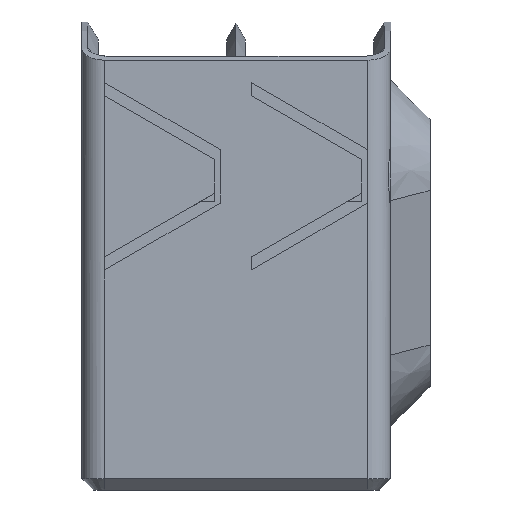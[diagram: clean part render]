
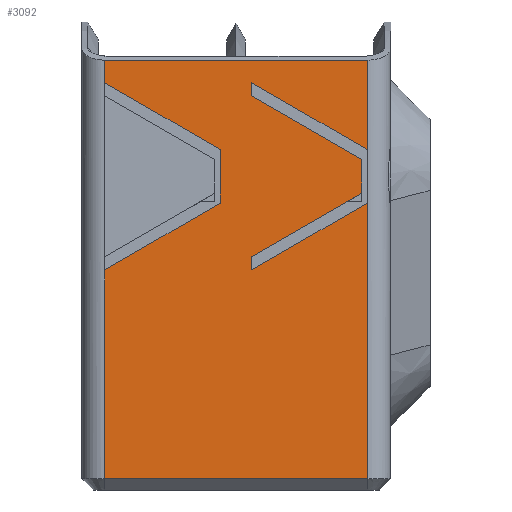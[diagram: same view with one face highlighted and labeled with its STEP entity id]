
A CAD part, front view. The second image highlights one B-rep face of the part: STEP entity #3092.
In plain terms, the highlighted planar face has unit normal (0, -1, 0).
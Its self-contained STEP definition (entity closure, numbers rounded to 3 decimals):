
#122=FACE_BOUND('',#400,.T.);
#225=FACE_OUTER_BOUND('',#399,.T.);
#399=EDGE_LOOP('',(#2297,#2298,#2299,#2300,#2301,#2302,#2303,#2304));
#400=EDGE_LOOP('',(#2305,#2306,#2307,#2308,#2309,#2310,#2311,#2312));
#577=LINE('',#4353,#934);
#657=LINE('',#4607,#1014);
#659=LINE('',#4611,#1016);
#660=LINE('',#4613,#1017);
#661=LINE('',#4615,#1018);
#662=LINE('',#4617,#1019);
#663=LINE('',#4619,#1020);
#664=LINE('',#4620,#1021);
#665=LINE('',#4623,#1022);
#666=LINE('',#4625,#1023);
#667=LINE('',#4627,#1024);
#668=LINE('',#4629,#1025);
#669=LINE('',#4631,#1026);
#670=LINE('',#4633,#1027);
#671=LINE('',#4635,#1028);
#672=LINE('',#4636,#1029);
#934=VECTOR('',#3535,10.);
#1014=VECTOR('',#3715,10.);
#1016=VECTOR('',#3719,10.);
#1017=VECTOR('',#3720,10.);
#1018=VECTOR('',#3721,10.);
#1019=VECTOR('',#3722,10.);
#1020=VECTOR('',#3723,10.);
#1021=VECTOR('',#3724,10.);
#1022=VECTOR('',#3725,10.);
#1023=VECTOR('',#3726,10.);
#1024=VECTOR('',#3727,10.);
#1025=VECTOR('',#3728,10.);
#1026=VECTOR('',#3729,10.);
#1027=VECTOR('',#3730,10.);
#1028=VECTOR('',#3731,10.);
#1029=VECTOR('',#3732,10.);
#1280=VERTEX_POINT('',#4341);
#1281=VERTEX_POINT('',#4352);
#1348=VERTEX_POINT('',#4606);
#1349=VERTEX_POINT('',#4610);
#1350=VERTEX_POINT('',#4612);
#1351=VERTEX_POINT('',#4614);
#1352=VERTEX_POINT('',#4616);
#1353=VERTEX_POINT('',#4618);
#1354=VERTEX_POINT('',#4621);
#1355=VERTEX_POINT('',#4622);
#1356=VERTEX_POINT('',#4624);
#1357=VERTEX_POINT('',#4626);
#1358=VERTEX_POINT('',#4628);
#1359=VERTEX_POINT('',#4630);
#1360=VERTEX_POINT('',#4632);
#1361=VERTEX_POINT('',#4634);
#1596=EDGE_CURVE('',#1281,#1280,#577,.T.);
#1699=EDGE_CURVE('',#1281,#1348,#657,.T.);
#1701=EDGE_CURVE('',#1280,#1349,#659,.T.);
#1702=EDGE_CURVE('',#1350,#1349,#660,.T.);
#1703=EDGE_CURVE('',#1350,#1351,#661,.T.);
#1704=EDGE_CURVE('',#1351,#1352,#662,.T.);
#1705=EDGE_CURVE('',#1352,#1353,#663,.T.);
#1706=EDGE_CURVE('',#1348,#1353,#664,.T.);
#1707=EDGE_CURVE('',#1354,#1355,#665,.T.);
#1708=EDGE_CURVE('',#1355,#1356,#666,.T.);
#1709=EDGE_CURVE('',#1356,#1357,#667,.T.);
#1710=EDGE_CURVE('',#1357,#1358,#668,.T.);
#1711=EDGE_CURVE('',#1358,#1359,#669,.T.);
#1712=EDGE_CURVE('',#1359,#1360,#670,.T.);
#1713=EDGE_CURVE('',#1360,#1361,#671,.T.);
#1714=EDGE_CURVE('',#1361,#1354,#672,.T.);
#2297=ORIENTED_EDGE('',*,*,#1596,.T.);
#2298=ORIENTED_EDGE('',*,*,#1701,.T.);
#2299=ORIENTED_EDGE('',*,*,#1702,.F.);
#2300=ORIENTED_EDGE('',*,*,#1703,.T.);
#2301=ORIENTED_EDGE('',*,*,#1704,.T.);
#2302=ORIENTED_EDGE('',*,*,#1705,.T.);
#2303=ORIENTED_EDGE('',*,*,#1706,.F.);
#2304=ORIENTED_EDGE('',*,*,#1699,.F.);
#2305=ORIENTED_EDGE('',*,*,#1707,.T.);
#2306=ORIENTED_EDGE('',*,*,#1708,.T.);
#2307=ORIENTED_EDGE('',*,*,#1709,.T.);
#2308=ORIENTED_EDGE('',*,*,#1710,.T.);
#2309=ORIENTED_EDGE('',*,*,#1711,.T.);
#2310=ORIENTED_EDGE('',*,*,#1712,.T.);
#2311=ORIENTED_EDGE('',*,*,#1713,.T.);
#2312=ORIENTED_EDGE('',*,*,#1714,.T.);
#2948=PLANE('',#3284);
#3092=ADVANCED_FACE('',(#225,#122),#2948,.T.);
#3284=AXIS2_PLACEMENT_3D('',#4609,#3717,#3718);
#3535=DIRECTION('',(0.,0.,1.));
#3715=DIRECTION('',(-1.,0.,0.));
#3717=DIRECTION('center_axis',(0.,-1.,0.));
#3718=DIRECTION('ref_axis',(1.,0.,0.));
#3719=DIRECTION('',(-1.,0.,0.));
#3720=DIRECTION('',(0.,0.,1.));
#3721=DIRECTION('',(0.866,0.,-0.5));
#3722=DIRECTION('',(0.,0.,-1.));
#3723=DIRECTION('',(-0.866,0.,-0.5));
#3724=DIRECTION('',(0.,0.,1.));
#3725=DIRECTION('',(0.,0.,-1.));
#3726=DIRECTION('',(-0.866,0.,-0.5));
#3727=DIRECTION('',(0.,0.,1.));
#3728=DIRECTION('',(0.866,0.,0.5));
#3729=DIRECTION('',(0.,0.,1.));
#3730=DIRECTION('',(-0.866,0.,0.5));
#3731=DIRECTION('',(0.,0.,1.));
#3732=DIRECTION('',(0.866,0.,-0.5));
#4341=CARTESIAN_POINT('',(50.6,0.,73.066));
#4352=CARTESIAN_POINT('',(50.6,0.,-1.));
#4353=CARTESIAN_POINT('',(50.6,0.,11.906));
#4606=CARTESIAN_POINT('',(4.,0.,-1.));
#4607=CARTESIAN_POINT('',(13.625,0.,-1.));
#4609=CARTESIAN_POINT('Origin',(0.,0.,0.));
#4610=CARTESIAN_POINT('',(4.,0.,73.066));
#4611=CARTESIAN_POINT('',(25.942,0.,73.066));
#4612=CARTESIAN_POINT('',(4.,0.,69.068));
#4613=CARTESIAN_POINT('',(4.,0.,0.));
#4614=CARTESIAN_POINT('',(24.5,0.,57.232));
#4615=CARTESIAN_POINT('',(17.454,0.,61.3));
#4616=CARTESIAN_POINT('',(24.5,0.,47.768));
#4617=CARTESIAN_POINT('',(24.5,0.,28.616));
#4618=CARTESIAN_POINT('',(4.,0.,35.932));
#4619=CARTESIAN_POINT('',(4.97,0.,36.493));
#4620=CARTESIAN_POINT('',(4.,0.,0.));
#4621=CARTESIAN_POINT('',(50.5,0.,57.232));
#4622=CARTESIAN_POINT('',(50.5,0.,47.768));
#4623=CARTESIAN_POINT('',(50.5,0.,0.));
#4624=CARTESIAN_POINT('',(30.,0.,35.932));
#4625=CARTESIAN_POINT('',(21.22,0.,30.863));
#4626=CARTESIAN_POINT('',(30.,0.,38.242));
#4627=CARTESIAN_POINT('',(30.,0.,17.966));
#4628=CARTESIAN_POINT('',(49.5,0.,49.5));
#4629=CARTESIAN_POINT('',(10.47,0.,26.966));
#4630=CARTESIAN_POINT('',(49.5,0.,55.5));
#4631=CARTESIAN_POINT('',(49.5,0.,24.75));
#4632=CARTESIAN_POINT('',(30.,0.,66.758));
#4633=CARTESIAN_POINT('',(42.954,0.,59.28));
#4634=CARTESIAN_POINT('',(30.,0.,69.068));
#4635=CARTESIAN_POINT('',(30.,0.,33.379));
#4636=CARTESIAN_POINT('',(33.704,0.,66.929));
